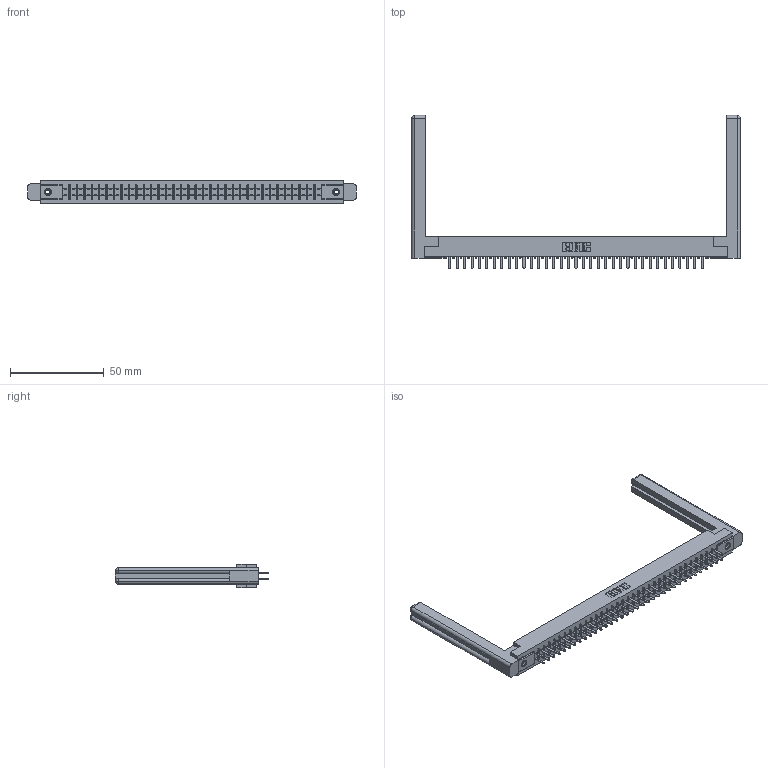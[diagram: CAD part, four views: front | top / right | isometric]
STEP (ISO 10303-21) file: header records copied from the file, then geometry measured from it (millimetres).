
FILE_DESCRIPTION (( 'STEP AP203' ), '1' );
FILE_NAME ('315-070-520-258.STEP', '2019-09-10T21:26:13', ( '' ), ( '' ), 'SwSTEP 2.0', 'SolidWorks 2016', '' );
FILE_SCHEMA (( 'CONFIG_CONTROL_DESIGN' ));
Length unit declared in the file: inch
Products named in the file (5): 305 Part_.156 Dia; 305-290-001_520; 307-220-058; 315-070-520-258; 345-250-001_345-250-001-102
Assembly tree (75 placements, depth 2):
  315-070-520-258
    305 Part_.156 Dia
    305-290-001_520  x70
    345-250-001_345-250-001-102  x2
    307-220-058  x2
Bounding box: 175.31 x 81.74 x 12.7 mm (x, y, z)
Volume: 25400.8 mm3; surface area: 27955.1 mm2
Topology: 75 solids, 75 shells, 3478 faces, 9875 edges, 6382 vertices
Faces by surface type: plane 2042, cylinder 1272, sphere 140, cone 12, torus 12
Entity records: 41261 total; most frequent: CARTESIAN_POINT 6842, ORIENTED_EDGE 6732, DIRECTION 6586, EDGE_CURVE 3366, LINE 2706, VECTOR 2706, VERTEX_POINT 2142, AXIS2_PLACEMENT_3D 1940
